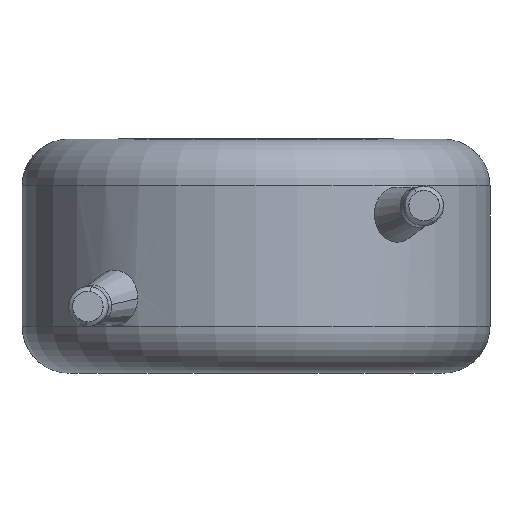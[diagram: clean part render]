
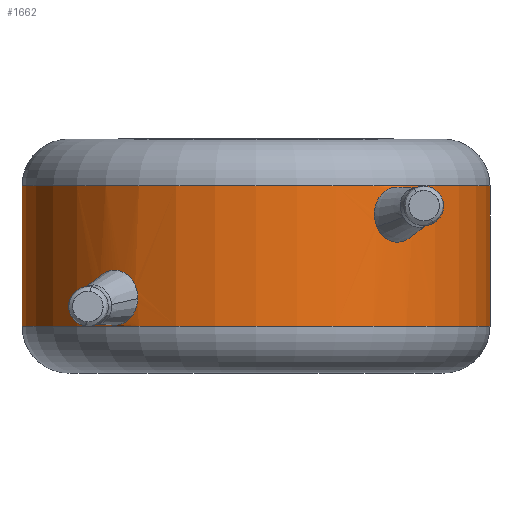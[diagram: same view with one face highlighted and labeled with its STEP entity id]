
A CAD part, front view. The second image highlights one B-rep face of the part: STEP entity #1662.
In plain terms, the highlighted cylindrical face has radius 5 mm (diameter 10 mm), a partial arc.
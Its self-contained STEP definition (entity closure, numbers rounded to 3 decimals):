
#58 = ORIENTED_EDGE ( 'NONE', *, *, #985, .F. ) ;
#67 = DIRECTION ( 'NONE',  ( -1., 0., 0. ) ) ;
#124 = CARTESIAN_POINT ( 'NONE',  ( -2.891, -4.082, 2.2 ) ) ;
#246 = EDGE_LOOP ( 'NONE', ( #1427, #2386 ) ) ;
#247 = CARTESIAN_POINT ( 'NONE',  ( 5., 0., 4. ) ) ;
#270 = CARTESIAN_POINT ( 'NONE',  ( 3.411, -3.656, 3.677 ) ) ;
#363 = VERTEX_POINT ( 'NONE', #3328 ) ;
#447 = CARTESIAN_POINT ( 'NONE',  ( -2.527, -4.315, 1.592 ) ) ;
#473 = AXIS2_PLACEMENT_3D ( 'NONE', #1804, #1495, #4080 ) ;
#521 = VERTEX_POINT ( 'NONE', #1534 ) ;
#545 = VERTEX_POINT ( 'NONE', #574 ) ;
#574 = CARTESIAN_POINT ( 'NONE',  ( 2.582, -4.282, 3.123 ) ) ;
#646 = CARTESIAN_POINT ( 'NONE',  ( 5., 0., 5. ) ) ;
#722 = EDGE_CURVE ( 'NONE', #521, #2227, #1655, .T. ) ;
#856 = CARTESIAN_POINT ( 'NONE',  ( 3.49, -3.581, 3.373 ) ) ;
#860 = VERTEX_POINT ( 'NONE', #247 ) ;
#906 = FACE_BOUND ( 'NONE', #246, .T. ) ;
#922 = CARTESIAN_POINT ( 'NONE',  ( -2.588, -4.28, 1.289 ) ) ;
#956 = LINE ( 'NONE', #3418, #2185 ) ;
#985 = EDGE_CURVE ( 'NONE', #545, #363, #2512, .T. ) ;
#986 = CARTESIAN_POINT ( 'NONE',  ( 0., 0., 5. ) ) ;
#990 = CARTESIAN_POINT ( 'NONE',  ( -3.389, -3.677, 1.983 ) ) ;
#1180 = EDGE_LOOP ( 'NONE', ( #1380, #2508, #1414, #3094 ) ) ;
#1189 = CARTESIAN_POINT ( 'NONE',  ( 3.349, -3.715, 2.935 ) ) ;
#1238 = DIRECTION ( 'NONE',  ( 1., 0., 0. ) ) ;
#1241 = CARTESIAN_POINT ( 'NONE',  ( -2.902, -4.075, 1.018 ) ) ;
#1277 = CARTESIAN_POINT ( 'NONE',  ( -3.422, -3.646, 1.917 ) ) ;
#1280 = VECTOR ( 'NONE', #1597, 1000. ) ;
#1380 = ORIENTED_EDGE ( 'NONE', *, *, #3004, .F. ) ;
#1414 = ORIENTED_EDGE ( 'NONE', *, *, #2576, .T. ) ;
#1427 = ORIENTED_EDGE ( 'NONE', *, *, #722, .F. ) ;
#1495 = DIRECTION ( 'NONE',  ( 0., 0., -1. ) ) ;
#1501 = VERTEX_POINT ( 'NONE', #1851 ) ;
#1517 = CARTESIAN_POINT ( 'NONE',  ( -5., 0., 1. ) ) ;
#1534 = CARTESIAN_POINT ( 'NONE',  ( -3.474, -3.596, 1.614 ) ) ;
#1536 = CARTESIAN_POINT ( 'NONE',  ( 3.001, -4.002, 2.777 ) ) ;
#1541 = CARTESIAN_POINT ( 'NONE',  ( -3.474, -3.596, 1.614 ) ) ;
#1577 = B_SPLINE_CURVE_WITH_KNOTS ( 'NONE', 3,
 ( #2235, #1578, #2220, #2564, #4088, #3467, #3248, #2348, #3684, #3698 ),
 .UNSPECIFIED., .F., .F.,
 ( 4, 2, 2, 2, 4 ),
 ( 0.002, 0.002, 0.003, 0.003, 0.004 ),
 .UNSPECIFIED. ) ;
#1578 = CARTESIAN_POINT ( 'NONE',  ( 3.354, -3.709, 3.807 ) ) ;
#1597 = DIRECTION ( 'NONE',  ( 0., 0., -1. ) ) ;
#1607 = CARTESIAN_POINT ( 'NONE',  ( -3.474, -3.596, 1.614 ) ) ;
#1612 = DIRECTION ( 'NONE',  ( 0., 0., 1. ) ) ;
#1655 = B_SPLINE_CURVE_WITH_KNOTS ( 'NONE', 3,
 ( #1541, #3528, #3822, #4189, #2509, #1241, #3841, #922, #1896, #2500 ),
 .UNSPECIFIED., .F., .F.,
 ( 4, 2, 2, 2, 4 ),
 ( 0.002, 0.003, 0.003, 0.004, 0.004 ),
 .UNSPECIFIED. ) ;
#1662 = ADVANCED_FACE ( 'NONE', ( #3427, #3270, #906 ), #2186, .T. ) ;
#1742 = CARTESIAN_POINT ( 'NONE',  ( -2.762, -4.169, 2.133 ) ) ;
#1753 = B_SPLINE_CURVE_WITH_KNOTS ( 'NONE', 3,
 ( #3817, #2646, #3679, #1742, #124, #2371, #2956, #990, #1277, #3906, #2898, #1607 ),
 .UNSPECIFIED., .F., .F.,
 ( 4, 2, 2, 2, 2, 4 ),
 ( 0., 0.001, 0.001, 0.002, 0.002, 0.002 ),
 .UNSPECIFIED. ) ;
#1804 = CARTESIAN_POINT ( 'NONE',  ( 0., 0., 4. ) ) ;
#1851 = CARTESIAN_POINT ( 'NONE',  ( 5., 0., 1. ) ) ;
#1896 = CARTESIAN_POINT ( 'NONE',  ( -2.53, -4.313, 1.438 ) ) ;
#1915 = EDGE_CURVE ( 'NONE', #363, #545, #1577, .T. ) ;
#1949 = CARTESIAN_POINT ( 'NONE',  ( 0., 0., 1. ) ) ;
#2096 = AXIS2_PLACEMENT_3D ( 'NONE', #986, #3312, #67 ) ;
#2155 = LINE ( 'NONE', #646, #1280 ) ;
#2185 = VECTOR ( 'NONE', #2671, 1000. ) ;
#2186 = CYLINDRICAL_SURFACE ( 'NONE', #2096, 5. ) ;
#2200 = CARTESIAN_POINT ( 'NONE',  ( 3.471, -3.6, 3.542 ) ) ;
#2220 = CARTESIAN_POINT ( 'NONE',  ( 3.259, -3.795, 3.907 ) ) ;
#2227 = VERTEX_POINT ( 'NONE', #447 ) ;
#2235 = CARTESIAN_POINT ( 'NONE',  ( 3.411, -3.656, 3.677 ) ) ;
#2281 = AXIS2_PLACEMENT_3D ( 'NONE', #1949, #1612, #1238 ) ;
#2315 = VERTEX_POINT ( 'NONE', #1517 ) ;
#2348 = CARTESIAN_POINT ( 'NONE',  ( 2.511, -4.324, 3.422 ) ) ;
#2371 = CARTESIAN_POINT ( 'NONE',  ( -3.141, -3.893, 2.207 ) ) ;
#2386 = ORIENTED_EDGE ( 'NONE', *, *, #3552, .F. ) ;
#2470 = CARTESIAN_POINT ( 'NONE',  ( 3.135, -3.897, 2.79 ) ) ;
#2500 = CARTESIAN_POINT ( 'NONE',  ( -2.527, -4.315, 1.592 ) ) ;
#2508 = ORIENTED_EDGE ( 'NONE', *, *, #2984, .T. ) ;
#2509 = CARTESIAN_POINT ( 'NONE',  ( -3.148, -3.888, 1.029 ) ) ;
#2512 = B_SPLINE_CURVE_WITH_KNOTS ( 'NONE', 3,
 ( #2829, #2817, #3789, #1536, #2470, #1189, #3834, #856, #2200, #270 ),
 .UNSPECIFIED., .F., .F.,
 ( 4, 2, 2, 2, 4 ),
 ( 0., 0., 0.001, 0.001, 0.002 ),
 .UNSPECIFIED. ) ;
#2530 = VERTEX_POINT ( 'NONE', #3299 ) ;
#2564 = CARTESIAN_POINT ( 'NONE',  ( 3.032, -3.978, 3.995 ) ) ;
#2576 = EDGE_CURVE ( 'NONE', #2530, #2315, #956, .T. ) ;
#2646 = CARTESIAN_POINT ( 'NONE',  ( -2.523, -4.317, 1.751 ) ) ;
#2671 = DIRECTION ( 'NONE',  ( 0., 0., -1. ) ) ;
#2817 = CARTESIAN_POINT ( 'NONE',  ( 2.644, -4.244, 2.981 ) ) ;
#2829 = CARTESIAN_POINT ( 'NONE',  ( 2.582, -4.282, 3.123 ) ) ;
#2898 = CARTESIAN_POINT ( 'NONE',  ( -3.475, -3.595, 1.693 ) ) ;
#2956 = CARTESIAN_POINT ( 'NONE',  ( -3.262, -3.791, 2.148 ) ) ;
#2984 = EDGE_CURVE ( 'NONE', #860, #2530, #4092, .T. ) ;
#3004 = EDGE_CURVE ( 'NONE', #860, #1501, #2155, .T. ) ;
#3014 = EDGE_CURVE ( 'NONE', #2315, #1501, #3244, .T. ) ;
#3094 = ORIENTED_EDGE ( 'NONE', *, *, #3014, .T. ) ;
#3244 = CIRCLE ( 'NONE', #2281, 5. ) ;
#3248 = CARTESIAN_POINT ( 'NONE',  ( 2.588, -4.278, 3.712 ) ) ;
#3270 = FACE_BOUND ( 'NONE', #3635, .T. ) ;
#3299 = CARTESIAN_POINT ( 'NONE',  ( -5., 0., 4. ) ) ;
#3312 = DIRECTION ( 'NONE',  ( 0., 0., -1. ) ) ;
#3328 = CARTESIAN_POINT ( 'NONE',  ( 3.411, -3.656, 3.677 ) ) ;
#3418 = CARTESIAN_POINT ( 'NONE',  ( -5., 0., 5. ) ) ;
#3427 = FACE_OUTER_BOUND ( 'NONE', #1180, .T. ) ;
#3467 = CARTESIAN_POINT ( 'NONE',  ( 2.677, -4.225, 3.838 ) ) ;
#3528 = CARTESIAN_POINT ( 'NONE',  ( -3.471, -3.599, 1.462 ) ) ;
#3552 = EDGE_CURVE ( 'NONE', #2227, #521, #1753, .T. ) ;
#3635 = EDGE_LOOP ( 'NONE', ( #3820, #58 ) ) ;
#3679 = CARTESIAN_POINT ( 'NONE',  ( -2.577, -4.286, 1.908 ) ) ;
#3684 = CARTESIAN_POINT ( 'NONE',  ( 2.523, -4.318, 3.26 ) ) ;
#3698 = CARTESIAN_POINT ( 'NONE',  ( 2.582, -4.282, 3.123 ) ) ;
#3789 = CARTESIAN_POINT ( 'NONE',  ( 2.755, -4.175, 2.872 ) ) ;
#3817 = CARTESIAN_POINT ( 'NONE',  ( -2.527, -4.315, 1.592 ) ) ;
#3820 = ORIENTED_EDGE ( 'NONE', *, *, #1915, .F. ) ;
#3822 = CARTESIAN_POINT ( 'NONE',  ( -3.422, -3.647, 1.312 ) ) ;
#3834 = CARTESIAN_POINT ( 'NONE',  ( 3.429, -3.639, 3.066 ) ) ;
#3841 = CARTESIAN_POINT ( 'NONE',  ( -2.775, -4.16, 1.076 ) ) ;
#3906 = CARTESIAN_POINT ( 'NONE',  ( -3.465, -3.605, 1.772 ) ) ;
#4080 = DIRECTION ( 'NONE',  ( 1., 0., 0. ) ) ;
#4088 = CARTESIAN_POINT ( 'NONE',  ( 2.902, -4.074, 3.982 ) ) ;
#4092 = CIRCLE ( 'NONE', #473, 5. ) ;
#4189 = CARTESIAN_POINT ( 'NONE',  ( -3.261, -3.792, 1.096 ) ) ;
